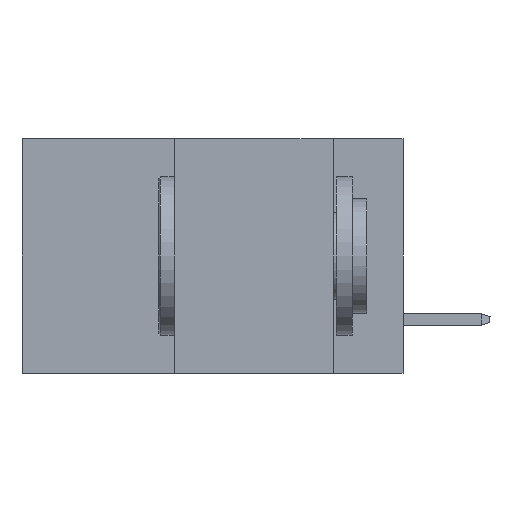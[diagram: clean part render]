
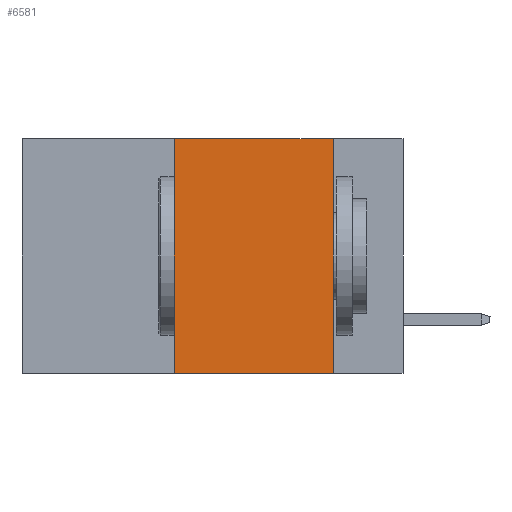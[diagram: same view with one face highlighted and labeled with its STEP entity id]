
A CAD part, left-side view. The second image highlights one B-rep face of the part: STEP entity #6581.
In plain terms, the highlighted planar face has unit normal (-1, 0, 0).
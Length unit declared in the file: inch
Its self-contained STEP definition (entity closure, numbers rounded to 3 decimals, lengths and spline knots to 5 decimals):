
#260 = EDGE_CURVE ( 'NONE', #18431, #4139, #10148, .T. ) ;
#772 = DIRECTION ( 'NONE',  ( 0., -1., 0. ) ) ;
#1240 = VERTEX_POINT ( 'NONE', #5031 ) ;
#2227 = AXIS2_PLACEMENT_3D ( 'NONE', #5245, #23456, #23686 ) ;
#2792 = CARTESIAN_POINT ( 'NONE',  ( 0., 0.6, -0.37 ) ) ;
#3357 = DIRECTION ( 'NONE',  ( 0., 0., -1. ) ) ;
#3705 = CARTESIAN_POINT ( 'NONE',  ( 0., 0.11, 0. ) ) ;
#4139 = VERTEX_POINT ( 'NONE', #4229 ) ;
#4229 = CARTESIAN_POINT ( 'NONE',  ( 0., 0.11, -0.37 ) ) ;
#4363 = DIRECTION ( 'NONE',  ( 0., -1., 0. ) ) ;
#4633 = ORIENTED_EDGE ( 'NONE', *, *, #260, .T. ) ;
#5031 = CARTESIAN_POINT ( 'NONE',  ( 0., 0.11, 0. ) ) ;
#5245 = CARTESIAN_POINT ( 'NONE',  ( 0., 0.6, 0. ) ) ;
#6501 = ORIENTED_EDGE ( 'NONE', *, *, #12694, .F. ) ;
#6581 = ADVANCED_FACE ( 'NONE', ( #21529 ), #6817, .F. ) ;
#6817 = PLANE ( 'NONE',  #2227 ) ;
#6966 = LINE ( 'NONE', #3705, #18381 ) ;
#8152 = CARTESIAN_POINT ( 'NONE',  ( 0., 0.36, 0. ) ) ;
#10069 = LINE ( 'NONE', #19243, #20811 ) ;
#10148 = LINE ( 'NONE', #2792, #21418 ) ;
#11986 = CARTESIAN_POINT ( 'NONE',  ( 0., 0.36, -0.37 ) ) ;
#12694 = EDGE_CURVE ( 'NONE', #1240, #4139, #6966, .T. ) ;
#13006 = EDGE_LOOP ( 'NONE', ( #6501, #14723, #14998, #4633 ) ) ;
#13825 = DIRECTION ( 'NONE',  ( 0., 0., 1. ) ) ;
#14723 = ORIENTED_EDGE ( 'NONE', *, *, #18459, .F. ) ;
#14998 = ORIENTED_EDGE ( 'NONE', *, *, #16105, .F. ) ;
#16105 = EDGE_CURVE ( 'NONE', #18431, #18119, #10069, .T. ) ;
#17173 = LINE ( 'NONE', #19100, #18166 ) ;
#18119 = VERTEX_POINT ( 'NONE', #8152 ) ;
#18166 = VECTOR ( 'NONE', #772, 39.37008 ) ;
#18381 = VECTOR ( 'NONE', #3357, 39.37008 ) ;
#18431 = VERTEX_POINT ( 'NONE', #11986 ) ;
#18459 = EDGE_CURVE ( 'NONE', #18119, #1240, #17173, .T. ) ;
#19100 = CARTESIAN_POINT ( 'NONE',  ( 0., 0.6, 0. ) ) ;
#19243 = CARTESIAN_POINT ( 'NONE',  ( 0., 0.36, 0. ) ) ;
#20811 = VECTOR ( 'NONE', #13825, 39.37008 ) ;
#21418 = VECTOR ( 'NONE', #4363, 39.37008 ) ;
#21529 = FACE_OUTER_BOUND ( 'NONE', #13006, .T. ) ;
#23456 = DIRECTION ( 'NONE',  ( 1., 0., 0. ) ) ;
#23686 = DIRECTION ( 'NONE',  ( 0., 0., -1. ) ) ;
